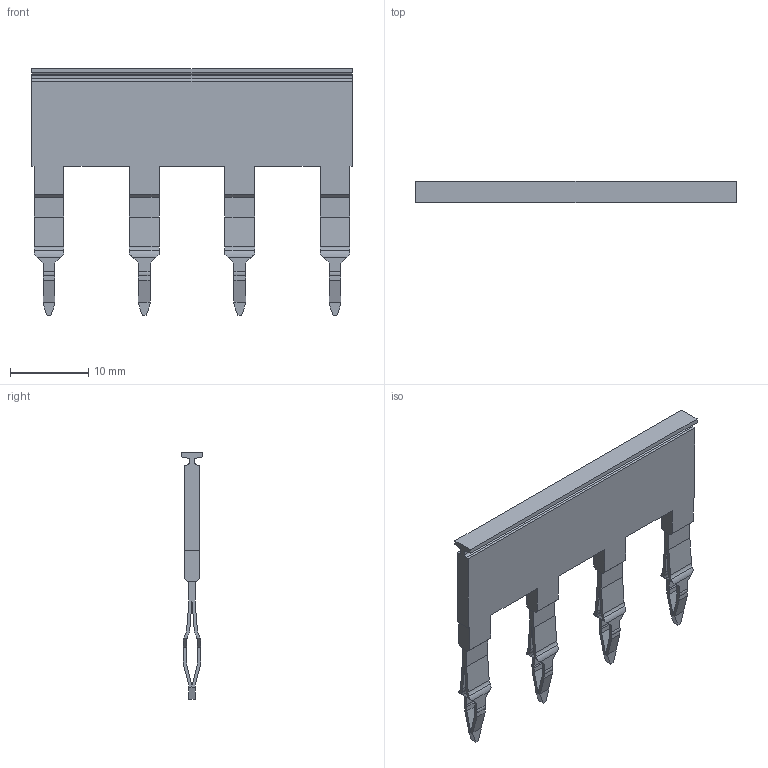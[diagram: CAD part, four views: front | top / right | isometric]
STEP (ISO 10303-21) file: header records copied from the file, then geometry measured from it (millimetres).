
FILE_DESCRIPTION(('CATIA V5R24 STEP','CAx-IF Rec.Pracs.--- Model Styling and Organization---1.2---2011-12-15'),'2;1');
FILE_NAME ('D1453925_0', '2017-01-10T08:59:57+00:00', ('Weidmueller Interface'), ('Weidmueller'), 'CATIA Version 5-6 Release 2014 SP4 HF52', 'CATIA V5 STEP AP214', 'none');
FILE_SCHEMA(('AUTOMOTIVE_DESIGN { 1 0 10303 214 1 1 1 1 }'));
Length unit declared in the file: millimetre
Products named in the file (1): v5-standard_part
Bounding box: 41 x 2.8 x 31.6 mm (x, y, z)
Volume: 1245.6 mm3; surface area: 2227.9 mm2
Topology: 5 solids, 5 shells, 222 faces, 660 edges, 440 vertices
Faces by surface type: plane 170, cylinder 52
Entity records: 6716 total; most frequent: ORIENTED_EDGE 1320, CARTESIAN_POINT 1300, DIRECTION 810, EDGE_CURVE 660, VECTOR 524, LINE 524, VERTEX_POINT 440, ADVANCED_FACE 222
